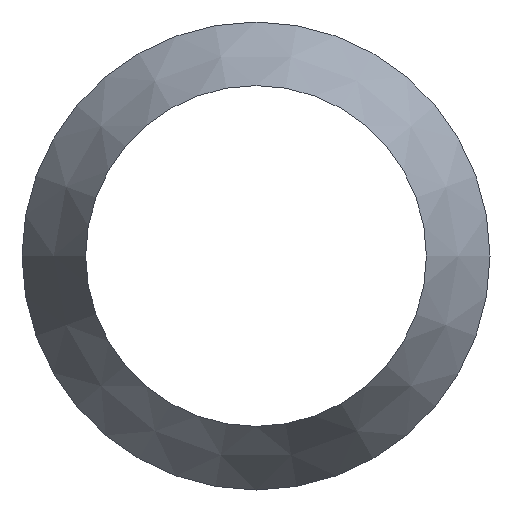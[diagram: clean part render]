
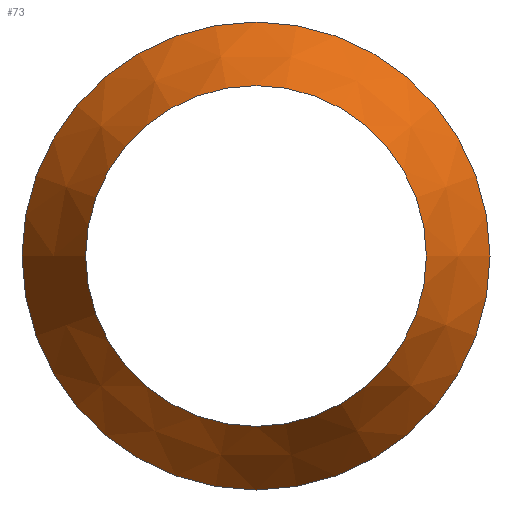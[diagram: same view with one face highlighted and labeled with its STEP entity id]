
A CAD part, front view. The second image highlights one B-rep face of the part: STEP entity #73.
In plain terms, the highlighted conical face has half-angle 30 degrees and reference radius 7.345 mm.
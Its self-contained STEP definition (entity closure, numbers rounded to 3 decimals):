
#14=FACE_OUTER_BOUND('',#17,.T.);
#17=EDGE_LOOP('',(#53,#54,#55,#56,#57,#58));
#20=LINE('',#142,#23);
#23=VECTOR('',#116,7.345);
#26=CIRCLE('',#98,8.5);
#27=CIRCLE('',#99,8.5);
#28=CIRCLE('',#100,6.191);
#29=CIRCLE('',#101,6.191);
#34=VERTEX_POINT('',#137);
#35=VERTEX_POINT('',#138);
#36=VERTEX_POINT('',#141);
#37=VERTEX_POINT('',#143);
#42=EDGE_CURVE('',#34,#35,#26,.T.);
#43=EDGE_CURVE('',#35,#34,#27,.T.);
#44=EDGE_CURVE('',#35,#36,#20,.T.);
#45=EDGE_CURVE('',#36,#37,#28,.T.);
#46=EDGE_CURVE('',#37,#36,#29,.T.);
#53=ORIENTED_EDGE('',*,*,#42,.F.);
#54=ORIENTED_EDGE('',*,*,#43,.F.);
#55=ORIENTED_EDGE('',*,*,#44,.T.);
#56=ORIENTED_EDGE('',*,*,#45,.T.);
#57=ORIENTED_EDGE('',*,*,#46,.T.);
#58=ORIENTED_EDGE('',*,*,#44,.F.);
#71=CONICAL_SURFACE('',#97,7.345,0.524);
#73=ADVANCED_FACE('',(#14),#71,.T.);
#97=AXIS2_PLACEMENT_3D('',#136,#110,#111);
#98=AXIS2_PLACEMENT_3D('',#139,#112,#113);
#99=AXIS2_PLACEMENT_3D('',#140,#114,#115);
#100=AXIS2_PLACEMENT_3D('',#144,#117,#118);
#101=AXIS2_PLACEMENT_3D('',#145,#119,#120);
#110=DIRECTION('center_axis',(0.,1.,0.));
#111=DIRECTION('ref_axis',(-1.,0.,0.));
#112=DIRECTION('center_axis',(0.,1.,0.));
#113=DIRECTION('ref_axis',(1.,0.,0.));
#114=DIRECTION('center_axis',(0.,1.,0.));
#115=DIRECTION('ref_axis',(1.,0.,0.));
#116=DIRECTION('',(-0.5,-0.866,0.));
#117=DIRECTION('center_axis',(0.,1.,0.));
#118=DIRECTION('ref_axis',(1.,0.,0.));
#119=DIRECTION('center_axis',(0.,1.,0.));
#120=DIRECTION('ref_axis',(1.,0.,0.));
#136=CARTESIAN_POINT('Origin',(0.,2.,0.));
#137=CARTESIAN_POINT('',(-8.5,4.,0.));
#138=CARTESIAN_POINT('',(8.5,4.,0.));
#139=CARTESIAN_POINT('Origin',(0.,4.,0.));
#140=CARTESIAN_POINT('Origin',(0.,4.,0.));
#141=CARTESIAN_POINT('',(6.191,0.,0.));
#142=CARTESIAN_POINT('',(7.345,2.,0.));
#143=CARTESIAN_POINT('',(-6.191,0.,0.));
#144=CARTESIAN_POINT('Origin',(0.,0.,
0.));
#145=CARTESIAN_POINT('Origin',(0.,0.,
0.));
